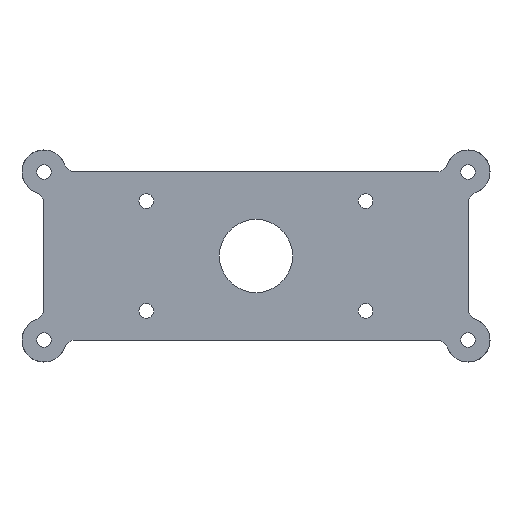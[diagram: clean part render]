
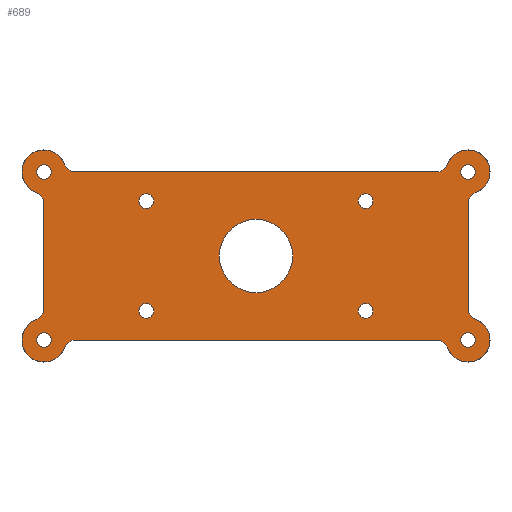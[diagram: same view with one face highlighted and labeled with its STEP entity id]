
A CAD part, front view. The second image highlights one B-rep face of the part: STEP entity #689.
In plain terms, the highlighted planar face has unit normal (0, -1, 0).
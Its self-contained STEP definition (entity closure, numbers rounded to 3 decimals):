
#24=FACE_BOUND('',#126,.T.);
#25=FACE_BOUND('',#127,.T.);
#26=FACE_BOUND('',#128,.T.);
#27=FACE_BOUND('',#129,.T.);
#28=FACE_BOUND('',#130,.T.);
#29=FACE_BOUND('',#131,.T.);
#30=FACE_BOUND('',#132,.T.);
#31=FACE_BOUND('',#133,.T.);
#32=FACE_BOUND('',#134,.T.);
#42=PLANE('',#792);
#81=FACE_OUTER_BOUND('',#125,.T.);
#125=EDGE_LOOP('',(#607,#608,#609,#610,#611,#612,#613,#614,#615,#616,#617,
#618,#619,#620,#621,#622,#623,#624));
#126=EDGE_LOOP('',(#625));
#127=EDGE_LOOP('',(#626));
#128=EDGE_LOOP('',(#627));
#129=EDGE_LOOP('',(#628));
#130=EDGE_LOOP('',(#629));
#131=EDGE_LOOP('',(#630));
#132=EDGE_LOOP('',(#631));
#133=EDGE_LOOP('',(#632));
#134=EDGE_LOOP('',(#633));
#143=CIRCLE('',#705,1.5);
#144=CIRCLE('',#707,1.5);
#151=CIRCLE('',#716,3.);
#152=CIRCLE('',#718,1.5);
#153=CIRCLE('',#720,1.5);
#167=CIRCLE('',#738,1.5);
#168=CIRCLE('',#740,1.5);
#173=CIRCLE('',#747,3.);
#174=CIRCLE('',#748,3.);
#175=CIRCLE('',#750,1.5);
#176=CIRCLE('',#752,1.5);
#180=CIRCLE('',#759,1.);
#182=CIRCLE('',#763,1.);
#184=CIRCLE('',#767,3.);
#186=CIRCLE('',#770,1.);
#188=CIRCLE('',#774,3.);
#189=CIRCLE('',#775,3.);
#191=CIRCLE('',#778,1.);
#192=CIRCLE('',#781,5.);
#193=CIRCLE('',#783,1.);
#194=CIRCLE('',#785,1.);
#195=CIRCLE('',#787,1.);
#196=CIRCLE('',#789,1.);
#210=LINE('',#1137,#247);
#220=LINE('',#1233,#257);
#232=LINE('',#1295,#269);
#233=LINE('',#1297,#270);
#247=VECTOR('',#872,10.);
#257=VECTOR('',#924,10.);
#269=VECTOR('',#1004,10.);
#270=VECTOR('',#1007,10.);
#272=VERTEX_POINT('',#1013);
#273=VERTEX_POINT('',#1015);
#276=VERTEX_POINT('',#1033);
#277=VERTEX_POINT('',#1035);
#284=VERTEX_POINT('',#1067);
#285=VERTEX_POINT('',#1069);
#288=VERTEX_POINT('',#1087);
#289=VERTEX_POINT('',#1089);
#303=VERTEX_POINT('',#1136);
#306=VERTEX_POINT('',#1143);
#307=VERTEX_POINT('',#1145);
#310=VERTEX_POINT('',#1163);
#311=VERTEX_POINT('',#1165);
#314=VERTEX_POINT('',#1188);
#315=VERTEX_POINT('',#1193);
#318=VERTEX_POINT('',#1211);
#319=VERTEX_POINT('',#1213);
#322=VERTEX_POINT('',#1237);
#324=VERTEX_POINT('',#1244);
#327=VERTEX_POINT('',#1256);
#329=VERTEX_POINT('',#1263);
#331=VERTEX_POINT('',#1270);
#332=VERTEX_POINT('',#1275);
#333=VERTEX_POINT('',#1279);
#334=VERTEX_POINT('',#1283);
#335=VERTEX_POINT('',#1287);
#336=VERTEX_POINT('',#1291);
#338=EDGE_CURVE('',#272,#273,#143,.T.);
#342=EDGE_CURVE('',#276,#277,#144,.T.);
#352=EDGE_CURVE('',#277,#272,#151,.T.);
#354=EDGE_CURVE('',#284,#285,#152,.T.);
#358=EDGE_CURVE('',#288,#289,#153,.T.);
#377=EDGE_CURVE('',#289,#303,#210,.T.);
#381=EDGE_CURVE('',#306,#307,#167,.T.);
#385=EDGE_CURVE('',#310,#311,#168,.T.);
#393=EDGE_CURVE('',#314,#306,#173,.T.);
#394=EDGE_CURVE('',#311,#314,#174,.T.);
#395=EDGE_CURVE('',#303,#315,#175,.T.);
#399=EDGE_CURVE('',#318,#319,#176,.T.);
#404=EDGE_CURVE('',#319,#310,#220,.T.);
#407=EDGE_CURVE('',#322,#322,#180,.T.);
#410=EDGE_CURVE('',#324,#324,#182,.T.);
#413=EDGE_CURVE('',#285,#288,#184,.T.);
#416=EDGE_CURVE('',#327,#327,#186,.T.);
#419=EDGE_CURVE('',#329,#318,#188,.T.);
#420=EDGE_CURVE('',#315,#329,#189,.T.);
#423=EDGE_CURVE('',#331,#331,#191,.T.);
#425=EDGE_CURVE('',#332,#332,#192,.T.);
#427=EDGE_CURVE('',#333,#333,#193,.T.);
#429=EDGE_CURVE('',#334,#334,#194,.T.);
#431=EDGE_CURVE('',#335,#335,#195,.T.);
#433=EDGE_CURVE('',#336,#336,#196,.T.);
#434=EDGE_CURVE('',#273,#284,#232,.T.);
#435=EDGE_CURVE('',#307,#276,#233,.T.);
#607=ORIENTED_EDGE('',*,*,#381,.F.);
#608=ORIENTED_EDGE('',*,*,#393,.F.);
#609=ORIENTED_EDGE('',*,*,#394,.F.);
#610=ORIENTED_EDGE('',*,*,#385,.F.);
#611=ORIENTED_EDGE('',*,*,#404,.F.);
#612=ORIENTED_EDGE('',*,*,#399,.F.);
#613=ORIENTED_EDGE('',*,*,#419,.F.);
#614=ORIENTED_EDGE('',*,*,#420,.F.);
#615=ORIENTED_EDGE('',*,*,#395,.F.);
#616=ORIENTED_EDGE('',*,*,#377,.F.);
#617=ORIENTED_EDGE('',*,*,#358,.F.);
#618=ORIENTED_EDGE('',*,*,#413,.F.);
#619=ORIENTED_EDGE('',*,*,#354,.F.);
#620=ORIENTED_EDGE('',*,*,#434,.F.);
#621=ORIENTED_EDGE('',*,*,#338,.F.);
#622=ORIENTED_EDGE('',*,*,#352,.F.);
#623=ORIENTED_EDGE('',*,*,#342,.F.);
#624=ORIENTED_EDGE('',*,*,#435,.F.);
#625=ORIENTED_EDGE('',*,*,#407,.F.);
#626=ORIENTED_EDGE('',*,*,#410,.F.);
#627=ORIENTED_EDGE('',*,*,#416,.F.);
#628=ORIENTED_EDGE('',*,*,#423,.F.);
#629=ORIENTED_EDGE('',*,*,#433,.F.);
#630=ORIENTED_EDGE('',*,*,#431,.F.);
#631=ORIENTED_EDGE('',*,*,#429,.F.);
#632=ORIENTED_EDGE('',*,*,#427,.F.);
#633=ORIENTED_EDGE('',*,*,#425,.F.);
#689=ADVANCED_FACE('',(#81,#24,#25,#26,#27,#28,#29,#30,#31,#32),#42,.F.);
#705=AXIS2_PLACEMENT_3D('',#1016,#798,#799);
#707=AXIS2_PLACEMENT_3D('',#1036,#804,#805);
#716=AXIS2_PLACEMENT_3D('',#1064,#824,#825);
#718=AXIS2_PLACEMENT_3D('',#1070,#829,#830);
#720=AXIS2_PLACEMENT_3D('',#1090,#835,#836);
#738=AXIS2_PLACEMENT_3D('',#1146,#879,#880);
#740=AXIS2_PLACEMENT_3D('',#1166,#885,#886);
#747=AXIS2_PLACEMENT_3D('',#1190,#901,#902);
#748=AXIS2_PLACEMENT_3D('',#1191,#903,#904);
#750=AXIS2_PLACEMENT_3D('',#1194,#907,#908);
#752=AXIS2_PLACEMENT_3D('',#1214,#913,#914);
#759=AXIS2_PLACEMENT_3D('',#1239,#930,#931);
#763=AXIS2_PLACEMENT_3D('',#1246,#939,#940);
#767=AXIS2_PLACEMENT_3D('',#1252,#948,#949);
#770=AXIS2_PLACEMENT_3D('',#1258,#955,#956);
#774=AXIS2_PLACEMENT_3D('',#1265,#964,#965);
#775=AXIS2_PLACEMENT_3D('',#1266,#966,#967);
#778=AXIS2_PLACEMENT_3D('',#1272,#973,#974);
#781=AXIS2_PLACEMENT_3D('',#1277,#980,#981);
#783=AXIS2_PLACEMENT_3D('',#1281,#985,#986);
#785=AXIS2_PLACEMENT_3D('',#1285,#990,#991);
#787=AXIS2_PLACEMENT_3D('',#1289,#995,#996);
#789=AXIS2_PLACEMENT_3D('',#1293,#1000,#1001);
#792=AXIS2_PLACEMENT_3D('',#1298,#1008,#1009);
#798=DIRECTION('center_axis',(0.,-1.,0.));
#799=DIRECTION('ref_axis',(-0.816,0.,0.577));
#804=DIRECTION('center_axis',(0.,-1.,0.));
#805=DIRECTION('ref_axis',(0.577,0.,-0.816));
#824=DIRECTION('center_axis',(0.,1.,0.));
#825=DIRECTION('ref_axis',(1.,0.,0.));
#829=DIRECTION('center_axis',(0.,-1.,0.));
#830=DIRECTION('ref_axis',(-0.816,0.,-0.577));
#835=DIRECTION('center_axis',(0.,-1.,0.));
#836=DIRECTION('ref_axis',(0.577,0.,0.816));
#872=DIRECTION('',(-1.,0.,0.));
#879=DIRECTION('center_axis',(0.,-1.,0.));
#880=DIRECTION('ref_axis',(-0.577,0.,-0.816));
#885=DIRECTION('center_axis',(0.,-1.,0.));
#886=DIRECTION('ref_axis',(0.816,0.,0.577));
#901=DIRECTION('center_axis',(0.,1.,0.));
#902=DIRECTION('ref_axis',(1.,0.,0.));
#903=DIRECTION('center_axis',(0.,1.,0.));
#904=DIRECTION('ref_axis',(1.,0.,0.));
#907=DIRECTION('center_axis',(0.,-1.,0.));
#908=DIRECTION('ref_axis',(-0.577,0.,0.816));
#913=DIRECTION('center_axis',(0.,-1.,0.));
#914=DIRECTION('ref_axis',(0.816,0.,-0.577));
#924=DIRECTION('',(0.,0.,1.));
#930=DIRECTION('center_axis',(0.,-1.,0.));
#931=DIRECTION('ref_axis',(1.,0.,0.));
#939=DIRECTION('center_axis',(0.,-1.,0.));
#940=DIRECTION('ref_axis',(1.,0.,0.));
#948=DIRECTION('center_axis',(0.,1.,0.));
#949=DIRECTION('ref_axis',(1.,0.,0.));
#955=DIRECTION('center_axis',(0.,-1.,0.));
#956=DIRECTION('ref_axis',(1.,0.,0.));
#964=DIRECTION('center_axis',(0.,1.,0.));
#965=DIRECTION('ref_axis',(1.,0.,0.));
#966=DIRECTION('center_axis',(0.,1.,0.));
#967=DIRECTION('ref_axis',(1.,0.,0.));
#973=DIRECTION('center_axis',(0.,-1.,0.));
#974=DIRECTION('ref_axis',(1.,0.,0.));
#980=DIRECTION('center_axis',(0.,-1.,0.));
#981=DIRECTION('ref_axis',(1.,0.,0.));
#985=DIRECTION('center_axis',(0.,-1.,0.));
#986=DIRECTION('ref_axis',(1.,0.,0.));
#990=DIRECTION('center_axis',(0.,-1.,0.));
#991=DIRECTION('ref_axis',(1.,0.,0.));
#995=DIRECTION('center_axis',(0.,-1.,0.));
#996=DIRECTION('ref_axis',(1.,0.,0.));
#1000=DIRECTION('center_axis',(0.,-1.,0.));
#1001=DIRECTION('ref_axis',(1.,0.,0.));
#1004=DIRECTION('',(0.,0.,-1.));
#1007=DIRECTION('',(1.,0.,0.));
#1008=DIRECTION('center_axis',(0.,1.,0.));
#1009=DIRECTION('ref_axis',(1.,0.,0.));
#1013=CARTESIAN_POINT('',(59.,0.,-2.828));
#1015=CARTESIAN_POINT('',(58.,0.,-4.243));
#1016=CARTESIAN_POINT('Origin',(59.5,0.,-4.243));
#1033=CARTESIAN_POINT('',(53.757,0.,0.));
#1035=CARTESIAN_POINT('',(55.172,0.,1.));
#1036=CARTESIAN_POINT('Origin',(53.757,0.,1.5));
#1064=CARTESIAN_POINT('Origin',(58.,0.,0.));
#1067=CARTESIAN_POINT('',(58.,0.,-18.757));
#1069=CARTESIAN_POINT('',(59.,0.,-20.172));
#1070=CARTESIAN_POINT('Origin',(59.5,0.,-18.757));
#1087=CARTESIAN_POINT('',(55.172,0.,-24.));
#1089=CARTESIAN_POINT('',(53.757,0.,-23.));
#1090=CARTESIAN_POINT('Origin',(53.757,0.,-24.5));
#1136=CARTESIAN_POINT('',(4.243,0.,-23.));
#1137=CARTESIAN_POINT('',(55.,0.,-23.));
#1143=CARTESIAN_POINT('',(2.828,0.,1.));
#1145=CARTESIAN_POINT('',(4.243,0.,0.));
#1146=CARTESIAN_POINT('Origin',(4.243,0.,1.5));
#1163=CARTESIAN_POINT('',(0.,0.,-4.243));
#1165=CARTESIAN_POINT('',(-1.,0.,-2.828));
#1166=CARTESIAN_POINT('Origin',(-1.5,0.,-4.243));
#1188=CARTESIAN_POINT('',(-3.,0.,0.));
#1190=CARTESIAN_POINT('Origin',(0.,0.,0.));
#1191=CARTESIAN_POINT('Origin',(0.,0.,0.));
#1193=CARTESIAN_POINT('',(2.828,0.,-24.));
#1194=CARTESIAN_POINT('Origin',(4.243,0.,-24.5));
#1211=CARTESIAN_POINT('',(-1.,0.,-20.172));
#1213=CARTESIAN_POINT('',(0.,0.,-18.757));
#1214=CARTESIAN_POINT('Origin',(-1.5,0.,-18.757));
#1233=CARTESIAN_POINT('',(0.,0.,-20.));
#1237=CARTESIAN_POINT('',(57.,0.,0.));
#1239=CARTESIAN_POINT('Origin',(58.,0.,0.));
#1244=CARTESIAN_POINT('',(-1.,0.,0.));
#1246=CARTESIAN_POINT('Origin',(0.,0.,0.));
#1252=CARTESIAN_POINT('Origin',(58.,0.,-23.));
#1256=CARTESIAN_POINT('',(57.,0.,-23.));
#1258=CARTESIAN_POINT('Origin',(58.,0.,-23.));
#1263=CARTESIAN_POINT('',(-3.,0.,-23.));
#1265=CARTESIAN_POINT('Origin',(0.,0.,-23.));
#1266=CARTESIAN_POINT('Origin',(0.,0.,-23.));
#1270=CARTESIAN_POINT('',(-1.,0.,-23.));
#1272=CARTESIAN_POINT('Origin',(0.,0.,-23.));
#1275=CARTESIAN_POINT('',(24.,0.,-11.5));
#1277=CARTESIAN_POINT('Origin',(29.,0.,-11.5));
#1279=CARTESIAN_POINT('',(43.,0.,-19.));
#1281=CARTESIAN_POINT('Origin',(44.,0.,-19.));
#1283=CARTESIAN_POINT('',(43.,0.,-4.));
#1285=CARTESIAN_POINT('Origin',(44.,0.,-4.));
#1287=CARTESIAN_POINT('',(13.,0.,-4.));
#1289=CARTESIAN_POINT('Origin',(14.,0.,-4.));
#1291=CARTESIAN_POINT('',(13.,0.,-19.));
#1293=CARTESIAN_POINT('Origin',(14.,0.,-19.));
#1295=CARTESIAN_POINT('',(58.,0.,-3.));
#1297=CARTESIAN_POINT('',(3.,0.,0.));
#1298=CARTESIAN_POINT('Origin',(29.,0.,-11.5));
